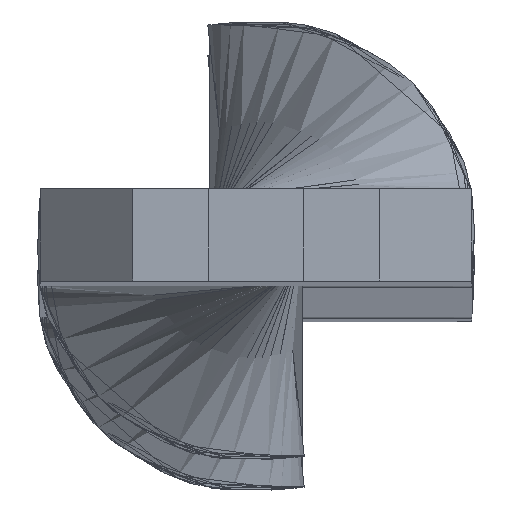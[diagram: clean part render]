
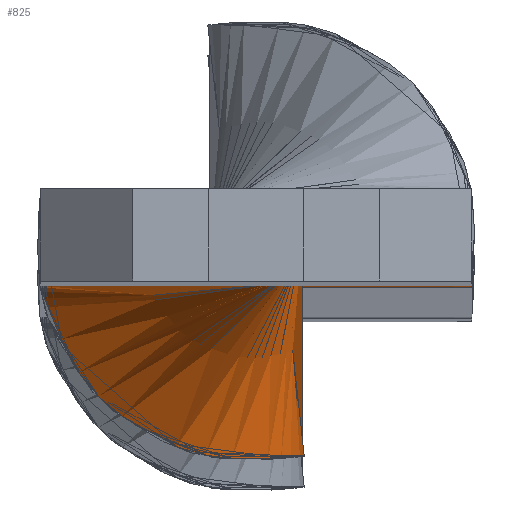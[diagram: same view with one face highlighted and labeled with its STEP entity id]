
A CAD part, top view. The second image highlights one B-rep face of the part: STEP entity #825.
In plain terms, the highlighted free-form (B-spline) face has degree [1, 3] with [2, 19] control points.
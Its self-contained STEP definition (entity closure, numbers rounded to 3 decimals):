
#423=CARTESIAN_POINT('',(-7.,0.,667.5));
#424=VERTEX_POINT('',#423);
#487=CARTESIAN_POINT('',(7.,0.,667.5));
#488=VERTEX_POINT('',#487);
#510=CARTESIAN_POINT('',(-7.,0.,667.5));
#511=CARTESIAN_POINT('',(7.,0.,667.5));
#512=QUASI_UNIFORM_CURVE('',1,(#510,#511),.UNSPECIFIED.,.F.,.U.);
#513=EDGE_CURVE('',#424,#488,#512,.T.);
#571=CARTESIAN_POINT('',(-7.,0.,632.5));
#572=VERTEX_POINT('',#571);
#580=CARTESIAN_POINT('',(-7.,0.,632.5));
#581=CARTESIAN_POINT('',(-7.,0.,633.5));
#582=CARTESIAN_POINT('',(-5.978,-3.102,635.5));
#583=CARTESIAN_POINT('',(-3.937,-4.532,638.5));
#584=CARTESIAN_POINT('',(-1.608,-5.834,641.5));
#585=CARTESIAN_POINT('',(1.85,-5.462,643.958));
#586=CARTESIAN_POINT('',(1.437,-5.507,645.875));
#587=CARTESIAN_POINT('',(1.517,-5.498,647.25));
#588=CARTESIAN_POINT('',(1.495,-5.501,648.625));
#589=CARTESIAN_POINT('',(1.502,-5.5,650.0));
#590=CARTESIAN_POINT('',(1.495,-5.501,651.375));
#591=CARTESIAN_POINT('',(1.517,-5.498,652.75));
#592=CARTESIAN_POINT('',(1.437,-5.507,654.125));
#593=CARTESIAN_POINT('',(1.85,-5.462,656.042));
#594=CARTESIAN_POINT('',(-1.608,-5.834,658.5));
#595=CARTESIAN_POINT('',(-3.937,-4.532,661.5));
#596=CARTESIAN_POINT('',(-5.978,-3.102,664.5));
#597=CARTESIAN_POINT('',(-7.,0.,666.5));
#598=CARTESIAN_POINT('',(-7.,0.,667.5));
#599=B_SPLINE_CURVE_WITH_KNOTS('',3,(#580,#581,#582,#583,#584,#585,#586,#587,#588,#589,#590,#591,#592,#593,#594,#595,#596,#597,#598),.UNSPECIFIED.,.F.,.U.,(4,1,1,1,1,1,1,1,1,1,1,1,1,1,1,1,4),(0.0,0.086,0.171,0.257,0.343,0.382,0.421,0.461,0.5,0.539,0.579,0.618,0.657,0.743,0.829,0.914,1.0),.UNSPECIFIED.);
#600=EDGE_CURVE('',#572,#424,#599,.T.);
#742=CARTESIAN_POINT('',(7.,0.,632.5));
#743=VERTEX_POINT('',#742);
#751=CARTESIAN_POINT('',(7.,0.,632.5));
#752=CARTESIAN_POINT('',(7.,0.,633.5));
#753=CARTESIAN_POINT('',(7.338,3.248,635.5));
#754=CARTESIAN_POINT('',(6.063,5.389,638.5));
#755=CARTESIAN_POINT('',(4.472,7.531,641.5));
#756=CARTESIAN_POINT('',(1.165,8.609,643.958));
#757=CARTESIAN_POINT('',(1.56,8.48,645.875));
#758=CARTESIAN_POINT('',(1.484,8.505,647.25));
#759=CARTESIAN_POINT('',(1.505,8.498,648.625));
#760=CARTESIAN_POINT('',(1.498,8.501,650.0));
#761=CARTESIAN_POINT('',(1.505,8.498,651.375));
#762=CARTESIAN_POINT('',(1.484,8.505,652.75));
#763=CARTESIAN_POINT('',(1.56,8.48,654.125));
#764=CARTESIAN_POINT('',(1.165,8.609,656.042));
#765=CARTESIAN_POINT('',(4.472,7.531,658.5));
#766=CARTESIAN_POINT('',(6.063,5.389,661.5));
#767=CARTESIAN_POINT('',(7.338,3.248,664.5));
#768=CARTESIAN_POINT('',(7.,0.,666.5));
#769=CARTESIAN_POINT('',(7.,0.,667.5));
#770=B_SPLINE_CURVE_WITH_KNOTS('',3,(#751,#752,#753,#754,#755,#756,#757,#758,#759,#760,#761,#762,#763,#764,#765,#766,#767,#768,#769),.UNSPECIFIED.,.F.,.U.,(4,1,1,1,1,1,1,1,1,1,1,1,1,1,1,1,4),(0.0,0.086,0.171,0.257,0.343,0.382,0.421,0.461,0.5,0.539,0.579,0.618,0.657,0.743,0.829,0.914,1.0),.UNSPECIFIED.);
#771=EDGE_CURVE('',#743,#488,#770,.T.);
#776=CARTESIAN_POINT('',(-7.,0.,632.5));
#777=CARTESIAN_POINT('',(7.,0.,632.5));
#778=CARTESIAN_POINT('',(-7.,0.,633.5));
#779=CARTESIAN_POINT('',(7.,0.,633.5));
#780=CARTESIAN_POINT('',(-5.978,-3.102,635.5));
#781=CARTESIAN_POINT('',(7.338,3.248,635.5));
#782=CARTESIAN_POINT('',(-3.937,-4.532,638.5));
#783=CARTESIAN_POINT('',(6.063,5.389,638.5));
#784=CARTESIAN_POINT('',(-1.608,-5.834,641.5));
#785=CARTESIAN_POINT('',(4.472,7.531,641.5));
#786=CARTESIAN_POINT('',(1.85,-5.462,643.958));
#787=CARTESIAN_POINT('',(1.165,8.609,643.958));
#788=CARTESIAN_POINT('',(1.437,-5.507,645.875));
#789=CARTESIAN_POINT('',(1.56,8.48,645.875));
#790=CARTESIAN_POINT('',(1.517,-5.498,647.25));
#791=CARTESIAN_POINT('',(1.484,8.505,647.25));
#792=CARTESIAN_POINT('',(1.495,-5.501,648.625));
#793=CARTESIAN_POINT('',(1.505,8.498,648.625));
#794=CARTESIAN_POINT('',(1.502,-5.5,650.0));
#795=CARTESIAN_POINT('',(1.498,8.501,650.0));
#796=CARTESIAN_POINT('',(1.495,-5.501,651.375));
#797=CARTESIAN_POINT('',(1.505,8.498,651.375));
#798=CARTESIAN_POINT('',(1.517,-5.498,652.75));
#799=CARTESIAN_POINT('',(1.484,8.505,652.75));
#800=CARTESIAN_POINT('',(1.437,-5.507,654.125));
#801=CARTESIAN_POINT('',(1.56,8.48,654.125));
#802=CARTESIAN_POINT('',(1.85,-5.462,656.042));
#803=CARTESIAN_POINT('',(1.165,8.609,656.042));
#804=CARTESIAN_POINT('',(-1.608,-5.834,658.5));
#805=CARTESIAN_POINT('',(4.472,7.531,658.5));
#806=CARTESIAN_POINT('',(-3.937,-4.532,661.5));
#807=CARTESIAN_POINT('',(6.063,5.389,661.5));
#808=CARTESIAN_POINT('',(-5.978,-3.102,664.5));
#809=CARTESIAN_POINT('',(7.338,3.248,664.5));
#810=CARTESIAN_POINT('',(-7.,0.,666.5));
#811=CARTESIAN_POINT('',(7.,0.,666.5));
#812=CARTESIAN_POINT('',(-7.,0.,667.5));
#813=CARTESIAN_POINT('',(7.,0.,667.5));
#814=B_SPLINE_SURFACE_WITH_KNOTS('',1,3,((#776,#778,#780,#782,#784,#786,#788,#790,#792,#794,#796,#798,#800,#802,#804,#806,#808,#810,#812),(#777,#779,#781,#783,#785,#787,#789,#791,#793,#795,#797,#799,#801,#803,#805,#807,#809,#811,#813)),.UNSPECIFIED.,.F.,.F.,.U.,(2,2),(4,1,1,1,1,1,1,1,1,1,1,1,1,1,1,1,4),(0.0,14.),(0.0,4.631,9.261,13.892,18.523,20.645,22.767,24.89,27.012,29.135,31.257,33.379,35.502,40.132,44.763,49.394,54.024),.UNSPECIFIED.);
#815=CARTESIAN_POINT('',(7.,0.,632.5));
#816=CARTESIAN_POINT('',(-7.,0.,632.5));
#817=QUASI_UNIFORM_CURVE('',1,(#815,#816),.UNSPECIFIED.,.F.,.U.);
#818=EDGE_CURVE('',#743,#572,#817,.T.);
#819=ORIENTED_EDGE('',*,*,#818,.F.);
#820=ORIENTED_EDGE('',*,*,#771,.T.);
#821=ORIENTED_EDGE('',*,*,#513,.F.);
#822=ORIENTED_EDGE('',*,*,#600,.F.);
#823=EDGE_LOOP('',(#819,#820,#821,#822));
#824=FACE_OUTER_BOUND('',#823,.T.);
#825=ADVANCED_FACE('',(#824),#814,.T.);
